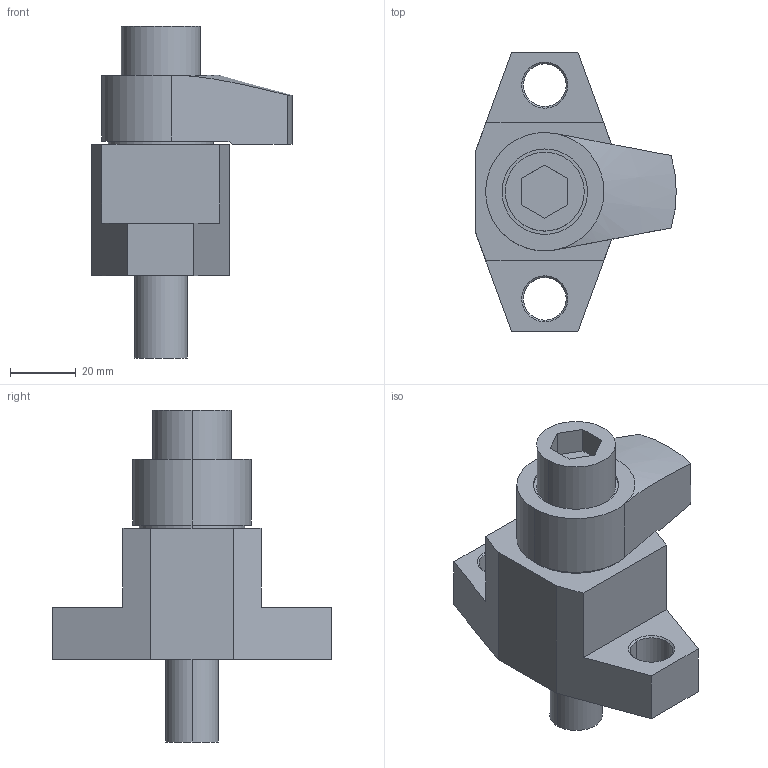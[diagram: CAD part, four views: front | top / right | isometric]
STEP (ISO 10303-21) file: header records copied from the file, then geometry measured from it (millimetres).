
FILE_DESCRIPTION (( 'STEP AP203' ), '1' );
FILE_NAME ('bj130-16040b1.STEP', '2021-10-25T01:09:11', ( '' ), ( '' ), 'SwSTEP 2.0', 'SolidWorks 2020', '' );
FILE_SCHEMA (( 'CONFIG_CONTROL_DESIGN' ));
Length unit declared in the file: millimetre
Products named in the file (4): bj130-16040b1; bj130-16040b1_02; bj130-16040b1_01; bj130-16040b1_03
Assembly tree (3 placements, depth 2):
  bj130-16040b1
    bj130-16040b1_01
    bj130-16040b1_02
    bj130-16040b1_03
Bounding box: 61 x 85 x 101 mm (x, y, z)
Volume: 122585.5 mm3; surface area: 36086.8 mm2
Topology: 3 solids, 3 shells, 64 faces, 148 edges, 94 vertices
Faces by surface type: plane 31, cylinder 19, cone 14
Entity records: 2263 total; most frequent: CARTESIAN_POINT 340, DIRECTION 337, ORIENTED_EDGE 296, EDGE_CURVE 148, AXIS2_PLACEMENT_3D 123, VERTEX_POINT 94, VECTOR 91, LINE 91
